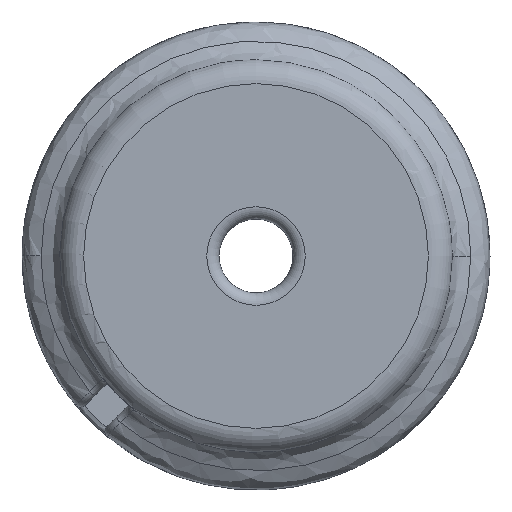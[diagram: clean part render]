
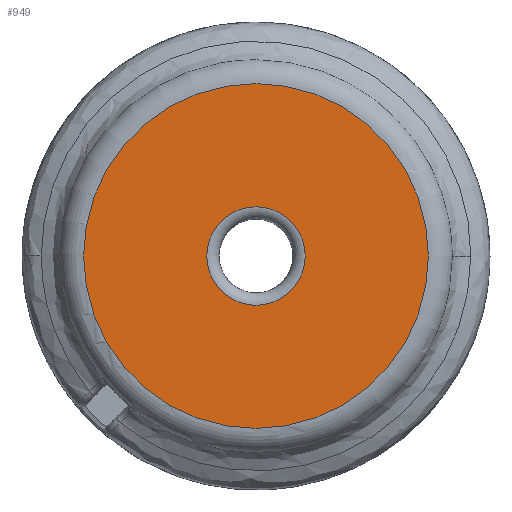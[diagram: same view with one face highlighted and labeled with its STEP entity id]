
A CAD part, front view. The second image highlights one B-rep face of the part: STEP entity #949.
In plain terms, the highlighted planar face has unit normal (0, -1, 0).
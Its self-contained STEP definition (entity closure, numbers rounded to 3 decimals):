
#40=FACE_BOUND('',#254,.T.);
#115=PLANE('',#1025);
#126=CIRCLE('',#1005,14.);
#128=CIRCLE('',#1007,14.);
#136=CIRCLE('',#1023,4.);
#137=CIRCLE('',#1024,4.);
#200=FACE_OUTER_BOUND('',#253,.T.);
#253=EDGE_LOOP('',(#738,#739));
#254=EDGE_LOOP('',(#740,#741));
#387=VERTEX_POINT('',#2181);
#388=VERTEX_POINT('',#2182);
#409=VERTEX_POINT('',#2531);
#410=VERTEX_POINT('',#2533);
#493=EDGE_CURVE('',#387,#388,#126,.T.);
#500=EDGE_CURVE('',#388,#387,#128,.T.);
#532=EDGE_CURVE('',#409,#410,#136,.T.);
#533=EDGE_CURVE('',#410,#409,#137,.T.);
#738=ORIENTED_EDGE('',*,*,#493,.F.);
#739=ORIENTED_EDGE('',*,*,#500,.F.);
#740=ORIENTED_EDGE('',*,*,#533,.F.);
#741=ORIENTED_EDGE('',*,*,#532,.F.);
#949=ADVANCED_FACE('',(#200,#40),#115,.T.);
#1005=AXIS2_PLACEMENT_3D('',#2183,#1101,#1102);
#1007=AXIS2_PLACEMENT_3D('',#2230,#1105,#1106);
#1023=AXIS2_PLACEMENT_3D('',#2534,#1149,#1150);
#1024=AXIS2_PLACEMENT_3D('',#2535,#1151,#1152);
#1025=AXIS2_PLACEMENT_3D('',#2536,#1153,#1154);
#1101=DIRECTION('center_axis',(0.,1.,0.));
#1102=DIRECTION('ref_axis',(-1.,0.,0.));
#1105=DIRECTION('center_axis',(0.,1.,0.));
#1106=DIRECTION('ref_axis',(-1.,0.,0.));
#1149=DIRECTION('center_axis',(0.,-1.,0.));
#1150=DIRECTION('ref_axis',(-1.,0.,0.));
#1151=DIRECTION('center_axis',(0.,-1.,0.));
#1152=DIRECTION('ref_axis',(-1.,0.,0.));
#1153=DIRECTION('center_axis',(0.,-1.,0.));
#1154=DIRECTION('ref_axis',(0.,0.,-1.));
#2181=CARTESIAN_POINT('',(14.,-6.069,0.));
#2182=CARTESIAN_POINT('',(0.,-6.069,14.));
#2183=CARTESIAN_POINT('Origin',(0.,-6.069,0.));
#2230=CARTESIAN_POINT('Origin',(0.,-6.069,0.));
#2531=CARTESIAN_POINT('',(0.,-6.069,4.));
#2533=CARTESIAN_POINT('',(4.,-6.069,0.));
#2534=CARTESIAN_POINT('Origin',(0.,-6.069,0.));
#2535=CARTESIAN_POINT('Origin',(0.,-6.069,0.));
#2536=CARTESIAN_POINT('Origin',(3.,-6.069,0.));
